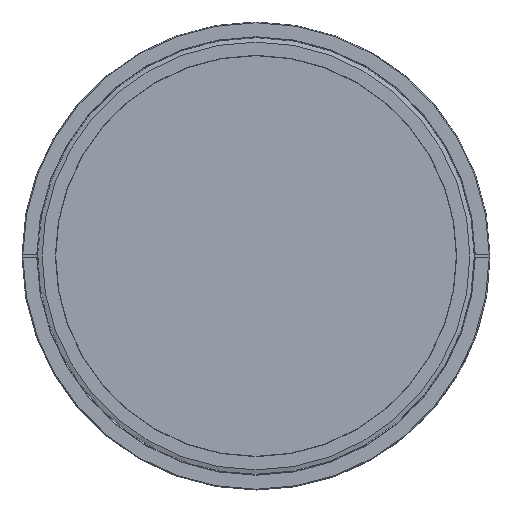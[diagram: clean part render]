
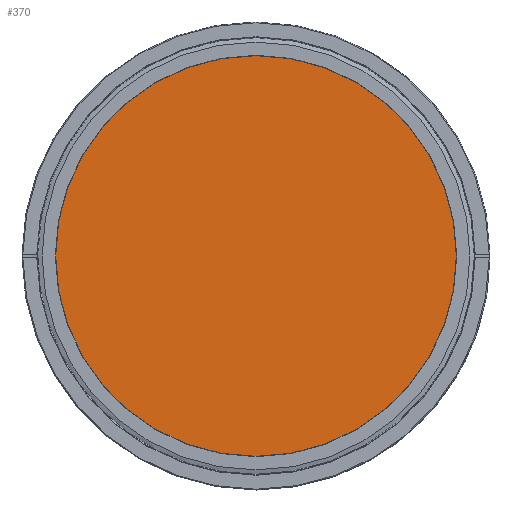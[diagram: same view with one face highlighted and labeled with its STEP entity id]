
A CAD part, left-side view. The second image highlights one B-rep face of the part: STEP entity #370.
In plain terms, the highlighted planar face has unit normal (-1, 0, 0).
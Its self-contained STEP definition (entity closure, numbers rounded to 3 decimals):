
#49=PLANE('',#425);
#71=CIRCLE('',#424,125.);
#126=ORIENTED_EDGE('',*,*,#215,.T.);
#215=EDGE_CURVE('',#257,#257,#71,.T.);
#257=VERTEX_POINT('',#661);
#305=EDGE_LOOP('',(#126));
#337=FACE_BOUND('',#305,.T.);
#370=ADVANCED_FACE('',(#337),#49,.F.);
#424=AXIS2_PLACEMENT_3D('',#660,#515,#516);
#425=AXIS2_PLACEMENT_3D('',#662,#517,#518);
#515=DIRECTION('',(-1.,0.,0.));
#516=DIRECTION('',(0.,0.,1.));
#517=DIRECTION('',(1.,0.,0.));
#518=DIRECTION('',(0.,0.,-1.));
#660=CARTESIAN_POINT('',(0.8,0.,0.));
#661=CARTESIAN_POINT('',(0.8,0.,125.));
#662=CARTESIAN_POINT('',(0.8,125.,0.));
